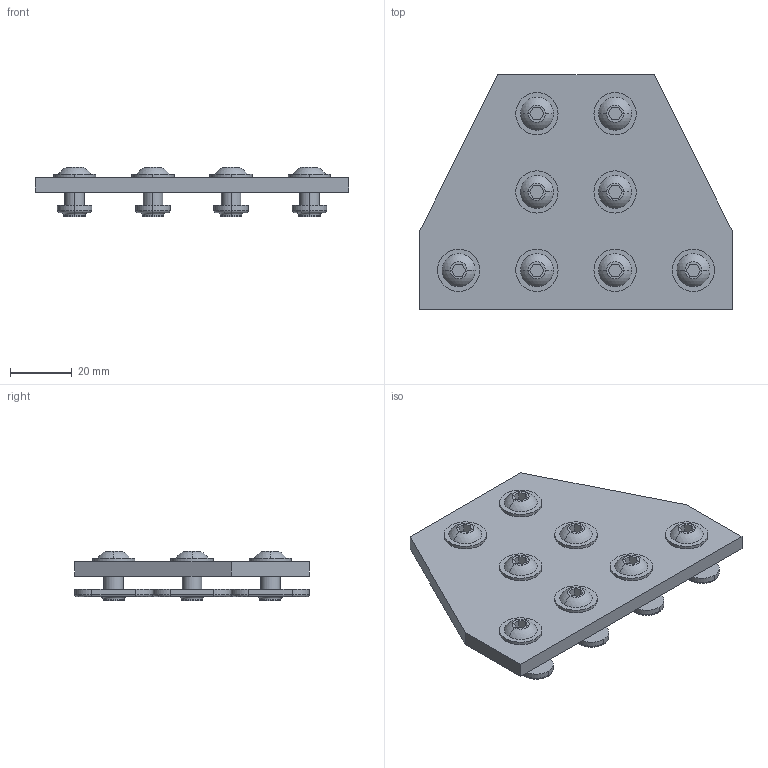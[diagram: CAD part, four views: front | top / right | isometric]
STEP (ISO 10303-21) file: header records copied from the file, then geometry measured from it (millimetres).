
FILE_DESCRIPTION (( 'STEP AP203' ), '1' );
FILE_NAME ('653089.SLDASM.step', '2003-10-13T11:23:17', ( 'Jerry Winters' ), ( 'GoEngineer' ), 'SwSTEP 2.0', 'SolidWorks 2003174', '' );
FILE_SCHEMA (( 'CONFIG_CONTROL_DESIGN' ));
Length unit declared in the file: inch
Products named in the file (5): 653089.SLDASM; Joining Plate (Tee)_653089; 651130; 651163; FBHSCS_651136
Assembly tree (11 placements, depth 3):
  653089.SLDASM
    651130  x8
      651163
      FBHSCS_651136
    Joining Plate (Tee)_653089
Bounding box: 101.6 x 76.2 x 16 mm (x, y, z)
Volume: 39014.6 mm3; surface area: 25360.3 mm2
Topology: 17 solids, 17 shells, 312 faces, 682 edges, 436 vertices
Faces by surface type: plane 136, cylinder 120, torus 40, sphere 16
Entity records: 2560 total; most frequent: DIRECTION 365, CARTESIAN_POINT 311, ORIENTED_EDGE 286, AXIS2_PLACEMENT_3D 147, EDGE_CURVE 143, VERTEX_POINT 93, EDGE_LOOP 82, CIRCLE 72
